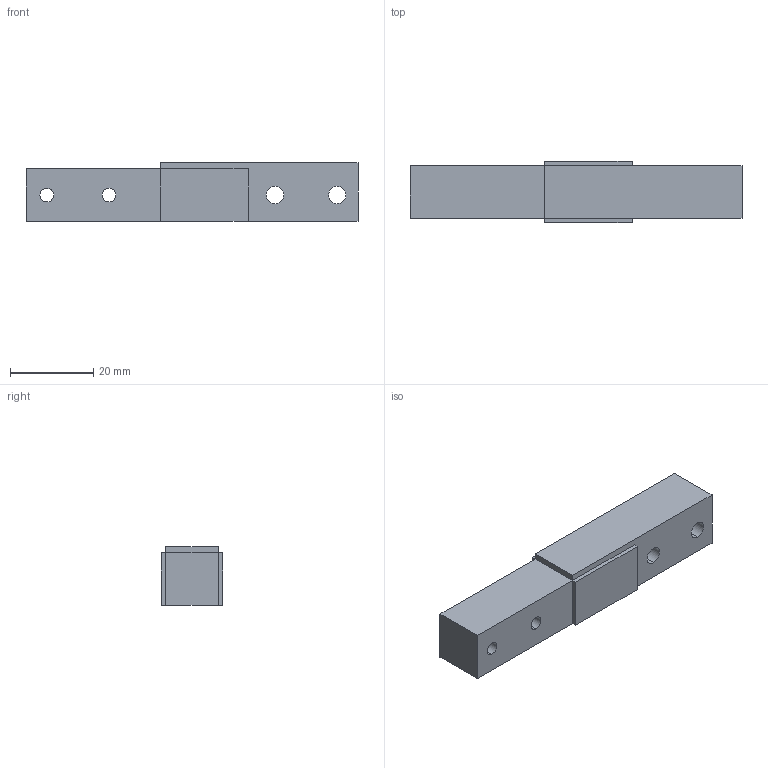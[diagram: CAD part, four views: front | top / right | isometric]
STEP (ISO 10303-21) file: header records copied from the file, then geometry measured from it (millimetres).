
FILE_DESCRIPTION (( 'STEP AP214' ), '1' );
FILE_NAME ('Load Cell.STEP', '2018-11-29T07:23:03', ( '' ), ( '' ), 'SwSTEP 2.0', 'SolidWorks 2018', '' );
FILE_SCHEMA (( 'AUTOMOTIVE_DESIGN' ));
Length unit declared in the file: millimetre
Products named in the file (1): Load Cell
Bounding box: 80 x 14.7 x 14.2 mm (x, y, z)
Volume: 13719.3 mm3; surface area: 5183.7 mm2
Topology: 1 solids, 1 shells, 34 faces, 82 edges, 50 vertices
Faces by surface type: plane 18, cone 8, cylinder 8
Entity records: 1116 total; most frequent: DIRECTION 176, CARTESIAN_POINT 167, ORIENTED_EDGE 164, EDGE_CURVE 82, AXIS2_PLACEMENT_3D 59, LINE 58, VECTOR 58, VERTEX_POINT 50
